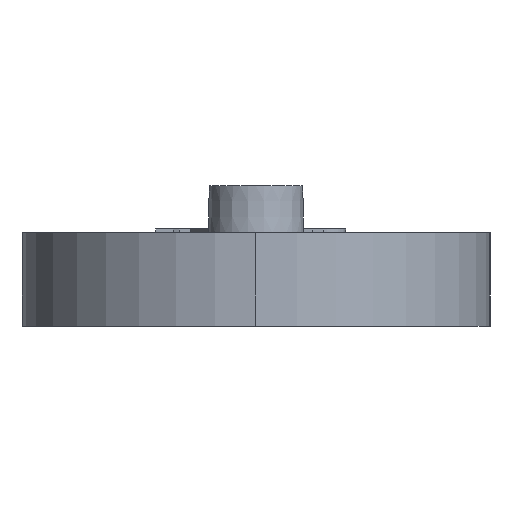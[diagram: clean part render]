
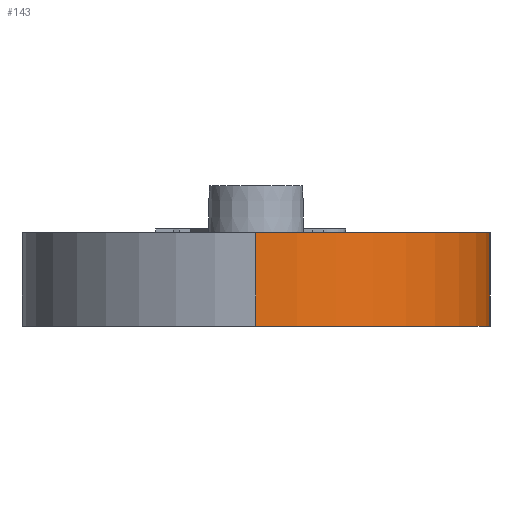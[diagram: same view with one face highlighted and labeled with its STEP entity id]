
A CAD part, left-side view. The second image highlights one B-rep face of the part: STEP entity #143.
In plain terms, the highlighted cylindrical face has radius 12.5 mm (diameter 25 mm), a partial arc.
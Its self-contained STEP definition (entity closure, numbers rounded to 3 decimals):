
#143 = ADVANCED_FACE( '', ( #772 ), #773, .T. );
#772 = FACE_OUTER_BOUND( '', #1822, .T. );
#773 = CYLINDRICAL_SURFACE( '', #1823, 12.5 );
#1822 = EDGE_LOOP( '', ( #3602, #3603, #3604, #3605 ) );
#1823 = AXIS2_PLACEMENT_3D( '', #3606, #3607, #3608 );
#3602 = ORIENTED_EDGE( '', *, *, #6587, .T. );
#3603 = ORIENTED_EDGE( '', *, *, #7208, .F. );
#3604 = ORIENTED_EDGE( '', *, *, #6840, .F. );
#3605 = ORIENTED_EDGE( '', *, *, #7207, .T. );
#3606 = CARTESIAN_POINT( '', ( -53., 0., 0. ) );
#3607 = DIRECTION( '', ( 0., 0., -1. ) );
#3608 = DIRECTION( '', ( 0., 1., 0. ) );
#6587 = EDGE_CURVE( '', #7839, #7837, #7840, .T. );
#6840 = EDGE_CURVE( '', #8337, #8339, #8340, .T. );
#7207 = EDGE_CURVE( '', #8337, #7839, #9008, .T. );
#7208 = EDGE_CURVE( '', #8339, #7837, #9009, .T. );
#7837 = VERTEX_POINT( '', #9897 );
#7839 = VERTEX_POINT( '', #9899 );
#7840 = CIRCLE( '', #9900, 12.5 );
#8337 = VERTEX_POINT( '', #10614 );
#8339 = VERTEX_POINT( '', #10617 );
#8340 = CIRCLE( '', #10618, 12.5 );
#9008 = LINE( '', #11627, #11628 );
#9009 = LINE( '', #11629, #11630 );
#9897 = CARTESIAN_POINT( '', ( -65.5, 0., 5. ) );
#9899 = CARTESIAN_POINT( '', ( -53., -12.5, 5. ) );
#9900 = AXIS2_PLACEMENT_3D( '', #13065, #13066, #13067 );
#10614 = CARTESIAN_POINT( '', ( -53., -12.5, 0. ) );
#10617 = CARTESIAN_POINT( '', ( -65.5, 0., 0. ) );
#10618 = AXIS2_PLACEMENT_3D( '', #13388, #13389, #13390 );
#11627 = CARTESIAN_POINT( '', ( -53., -12.5, 0. ) );
#11628 = VECTOR( '', #13807, 1000. );
#11629 = CARTESIAN_POINT( '', ( -65.5, 0., 0. ) );
#11630 = VECTOR( '', #13808, 1000. );
#13065 = CARTESIAN_POINT( '', ( -53., 0., 5. ) );
#13066 = DIRECTION( '', ( 0., 0., -1. ) );
#13067 = DIRECTION( '', ( 0., 1., 0. ) );
#13388 = CARTESIAN_POINT( '', ( -53., 0., 0. ) );
#13389 = DIRECTION( '', ( 0., 0., -1. ) );
#13390 = DIRECTION( '', ( 0., 1., 0. ) );
#13807 = DIRECTION( '', ( 0., 0., 1. ) );
#13808 = DIRECTION( '', ( 0., 0., 1. ) );
